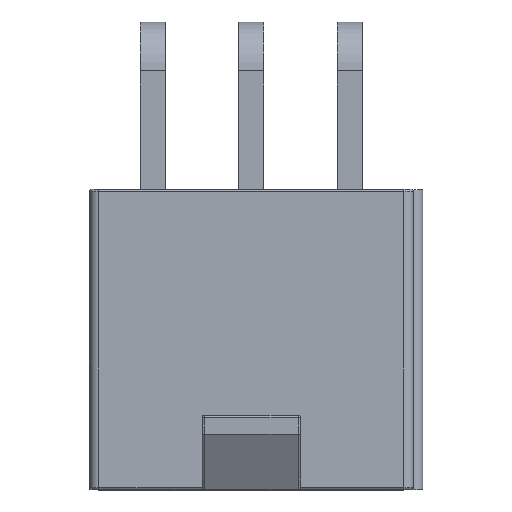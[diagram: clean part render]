
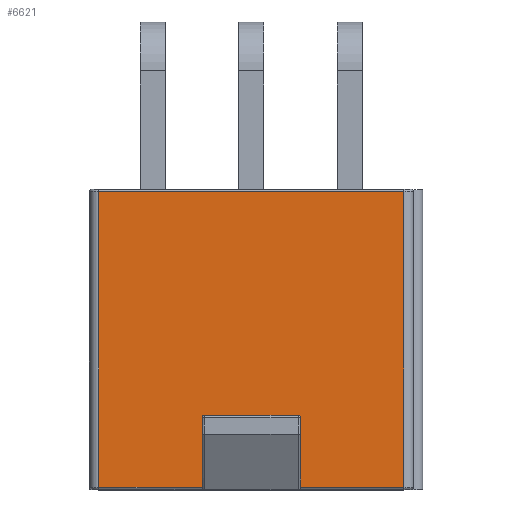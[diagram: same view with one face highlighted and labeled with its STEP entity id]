
A CAD part, top view. The second image highlights one B-rep face of the part: STEP entity #6621.
In plain terms, the highlighted face is planar.
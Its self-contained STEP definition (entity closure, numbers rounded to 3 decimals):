
#107=ELLIPSE('',#7191,0.,0.);
#108=ELLIPSE('',#7192,0.,0.);
#109=ELLIPSE('',#7193,0.,0.);
#110=ELLIPSE('',#7194,0.,0.);
#730=FACE_OUTER_BOUND('',#1121,.T.);
#1121=EDGE_LOOP('',(#4977,#4978,#4979,#4980,#4981,#4982,#4983,#4984,#4985,
#4986,#4987,#4988));
#1661=LINE('',#9826,#2362);
#1667=LINE('',#9856,#2368);
#1668=LINE('',#9860,#2369);
#1669=LINE('',#9862,#2370);
#1670=LINE('',#9866,#2371);
#1671=LINE('',#9870,#2372);
#1672=LINE('',#9874,#2373);
#1673=LINE('',#9877,#2374);
#2362=VECTOR('',#8150,0.01);
#2368=VECTOR('',#8170,1.);
#2369=VECTOR('',#8175,1.);
#2370=VECTOR('',#8176,0.01);
#2371=VECTOR('',#8179,1.);
#2372=VECTOR('',#8182,1.);
#2373=VECTOR('',#8185,1.);
#2374=VECTOR('',#8188,0.01);
#2980=VERTEX_POINT('',#9816);
#2982=VERTEX_POINT('',#9822);
#2990=VERTEX_POINT('',#9855);
#2991=VERTEX_POINT('',#9859);
#2992=VERTEX_POINT('',#9861);
#2993=VERTEX_POINT('',#9863);
#2994=VERTEX_POINT('',#9865);
#2995=VERTEX_POINT('',#9867);
#2996=VERTEX_POINT('',#9869);
#2997=VERTEX_POINT('',#9871);
#2998=VERTEX_POINT('',#9873);
#2999=VERTEX_POINT('',#9875);
#3708=EDGE_CURVE('',#2980,#2982,#1661,.T.);
#3718=EDGE_CURVE('',#2982,#2990,#1667,.T.);
#3720=EDGE_CURVE('',#2980,#2991,#1668,.T.);
#3721=EDGE_CURVE('',#2991,#2992,#1669,.T.);
#3722=EDGE_CURVE('',#2992,#2993,#107,.T.);
#3723=EDGE_CURVE('',#2993,#2994,#1670,.T.);
#3724=EDGE_CURVE('',#2995,#2994,#108,.F.);
#3725=EDGE_CURVE('',#2995,#2996,#1671,.T.);
#3726=EDGE_CURVE('',#2997,#2996,#109,.F.);
#3727=EDGE_CURVE('',#2998,#2997,#1672,.T.);
#3728=EDGE_CURVE('',#2999,#2998,#110,.F.);
#3729=EDGE_CURVE('',#2990,#2999,#1673,.T.);
#4977=ORIENTED_EDGE('',*,*,#3708,.F.);
#4978=ORIENTED_EDGE('',*,*,#3720,.T.);
#4979=ORIENTED_EDGE('',*,*,#3721,.T.);
#4980=ORIENTED_EDGE('',*,*,#3722,.T.);
#4981=ORIENTED_EDGE('',*,*,#3723,.T.);
#4982=ORIENTED_EDGE('',*,*,#3724,.F.);
#4983=ORIENTED_EDGE('',*,*,#3725,.T.);
#4984=ORIENTED_EDGE('',*,*,#3726,.F.);
#4985=ORIENTED_EDGE('',*,*,#3727,.F.);
#4986=ORIENTED_EDGE('',*,*,#3728,.F.);
#4987=ORIENTED_EDGE('',*,*,#3729,.F.);
#4988=ORIENTED_EDGE('',*,*,#3718,.F.);
#6332=PLANE('',#7190);
#6621=ADVANCED_FACE('',(#730),#6332,.T.);
#7190=AXIS2_PLACEMENT_3D('',#9858,#8173,#8174);
#7191=AXIS2_PLACEMENT_3D('',#9864,#8177,#8178);
#7192=AXIS2_PLACEMENT_3D('',#9868,#8180,#8181);
#7193=AXIS2_PLACEMENT_3D('',#9872,#8183,#8184);
#7194=AXIS2_PLACEMENT_3D('',#9876,#8186,#8187);
#8150=DIRECTION('',(1.,0.,0.));
#8170=DIRECTION('',(0.,0.,1.));
#8173=DIRECTION('center_axis',(0.,1.,0.));
#8174=DIRECTION('ref_axis',(1.,0.,0.));
#8175=DIRECTION('',(0.,0.,1.));
#8176=DIRECTION('',(1.,0.,0.));
#8177=DIRECTION('center_axis',(0.,-1.,0.));
#8178=DIRECTION('ref_axis',(0.,0.,1.));
#8179=DIRECTION('',(0.,0.,-1.));
#8180=DIRECTION('center_axis',(0.,-1.,0.));
#8181=DIRECTION('ref_axis',(0.,0.,-1.));
#8182=DIRECTION('',(1.,0.,0.));
#8183=DIRECTION('center_axis',(0.,-1.,0.));
#8184=DIRECTION('ref_axis',(0.,0.,-1.));
#8185=DIRECTION('',(0.,0.,-1.));
#8186=DIRECTION('center_axis',(0.,-1.,0.));
#8187=DIRECTION('ref_axis',(0.,0.,1.));
#8188=DIRECTION('',(-1.,0.,0.));
#9816=CARTESIAN_POINT('',(-0.007,0.01,-0.013));
#9822=CARTESIAN_POINT('',(0.007,0.01,-0.013));
#9826=CARTESIAN_POINT('',(-0.003,0.01,-0.013));
#9855=CARTESIAN_POINT('',(0.007,0.01,0.));
#9856=CARTESIAN_POINT('',(0.007,0.01,-0.013));
#9858=CARTESIAN_POINT('Origin',(-0.007,0.01,0.));
#9859=CARTESIAN_POINT('',(-0.007,0.01,0.));
#9860=CARTESIAN_POINT('',(-0.007,0.01,-0.013));
#9861=CARTESIAN_POINT('',(-0.002,0.01,0.));
#9862=CARTESIAN_POINT('',(-0.003,0.01,0.));
#9863=CARTESIAN_POINT('',(-0.002,0.01,0.));
#9864=CARTESIAN_POINT('Origin',(-0.002,0.01,0.));
#9865=CARTESIAN_POINT('',(-0.002,0.01,-0.003));
#9866=CARTESIAN_POINT('',(-0.002,0.01,0.));
#9867=CARTESIAN_POINT('',(-0.002,0.01,-0.003));
#9868=CARTESIAN_POINT('Origin',(-0.002,0.01,-0.003));
#9869=CARTESIAN_POINT('',(0.002,0.01,-0.003));
#9870=CARTESIAN_POINT('',(-0.002,0.01,-0.003));
#9871=CARTESIAN_POINT('',(0.002,0.01,-0.003));
#9872=CARTESIAN_POINT('Origin',(0.002,0.01,-0.003));
#9873=CARTESIAN_POINT('',(0.002,0.01,0.));
#9874=CARTESIAN_POINT('',(0.002,0.01,0.));
#9875=CARTESIAN_POINT('',(0.002,0.01,0.));
#9876=CARTESIAN_POINT('Origin',(0.002,0.01,0.));
#9877=CARTESIAN_POINT('',(-0.003,0.01,0.));
